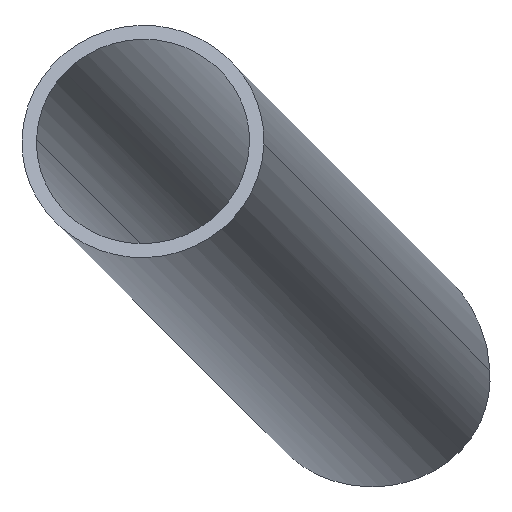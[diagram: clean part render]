
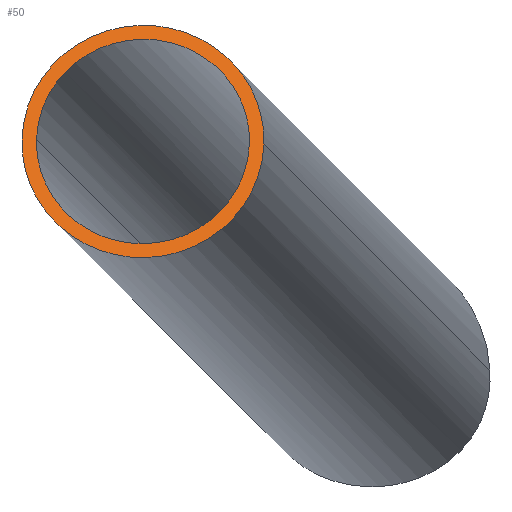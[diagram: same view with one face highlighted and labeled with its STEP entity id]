
A CAD part, left-side view. The second image highlights one B-rep face of the part: STEP entity #50.
In plain terms, the highlighted planar face has unit normal (-0.949, -0.125, 0.291).
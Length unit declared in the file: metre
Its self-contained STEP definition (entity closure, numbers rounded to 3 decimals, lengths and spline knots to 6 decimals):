
#50=ADVANCED_FACE('0:40',(#109,#110),#111,.F.);
#66=EDGE_CURVE('',#136,#137,#138,.T.);
#72=EDGE_CURVE('',#146,#147,#148,.T.);
#74=EDGE_CURVE('0:23',#147,#146,#150,.T.);
#76=EDGE_CURVE('0:25',#137,#136,#152,.T.);
#109=FACE_OUTER_BOUND('',#175,.T.);
#110=FACE_BOUND('',#176,.T.);
#111=PLANE('',#177);
#136=VERTEX_POINT('',#391);
#137=VERTEX_POINT('',#392);
#138=B_SPLINE_CURVE_WITH_KNOTS('',5,(#393,#394,#395,#396,#397,#398,#399,#400,#401,#402,#403,#404,#405,#406,#407,#408,#409,#410,#411,#412,#413,#414,#415,#416),.UNSPECIFIED.,.F.,.F.,(6,3,3,3,3,3,3,6),(0.0,6.973835,14.957386,22.931596,29.127248,36.606838,43.235852,50.009196),.UNSPECIFIED.);
#146=VERTEX_POINT('',#504);
#147=VERTEX_POINT('',#505);
#148=B_SPLINE_CURVE_WITH_KNOTS('',3,(#506,#507,#508,#509,#510,#511,#512,#513,#514,#515,#516,#517,#518,#519,#520,#521,#522,#523,#524,#525,#526,#527,#528,#529,#530),.UNSPECIFIED.,.F.,.F.,(4,3,3,3,3,3,3,3,4),(0.0,7.67104,15.768828,23.624643,30.842303,37.467631,43.939131,50.605853,56.828731),.UNSPECIFIED.);
#150=B_SPLINE_CURVE_WITH_KNOTS('',3,(#533,#534,#535,#536,#537,#538,#539,#540,#541,#542,#543,#544,#545,#546,#547,#548,#549,#550,#551,#552,#553,#554,#555,#556,#557),.UNSPECIFIED.,.F.,.F.,(4,3,3,3,3,3,3,3,4),(-56.828731,-49.157691,-41.059903,-33.204088,-25.986428,-19.361099,-12.8896,-6.222877,0.0),.UNSPECIFIED.);
#152=B_SPLINE_CURVE_WITH_KNOTS('',5,(#560,#561,#562,#563,#564,#565,#566,#567,#568,#569,#570,#571,#572,#573,#574,#575,#576,#577,#578,#579,#580,#581,#582,#583),.UNSPECIFIED.,.F.,.F.,(6,3,3,3,3,3,3,6),(-50.009196,-43.035361,-35.05181,-27.0776,-20.881947,-13.402358,-6.773343,0.0),.UNSPECIFIED.);
#175=EDGE_LOOP('',(#698,#699));
#176=EDGE_LOOP('',(#700,#701));
#177=AXIS2_PLACEMENT_3D('',#702,#703,#704);
#391=CARTESIAN_POINT('',(-1.661401,-0.178817,-0.044768));
#392=CARTESIAN_POINT('',(-1.658599,-0.201183,-0.045232));
#393=CARTESIAN_POINT('',(-1.661401,-0.178817,-0.044768));
#394=CARTESIAN_POINT('',(-1.661109,-0.178845,-0.043827));
#395=CARTESIAN_POINT('',(-1.660804,-0.17898,-0.042892));
#396=CARTESIAN_POINT('',(-1.660493,-0.17922,-0.041979));
#397=CARTESIAN_POINT('',(-1.65982,-0.179948,-0.040098));
#398=CARTESIAN_POINT('',(-1.659157,-0.181096,-0.03843));
#399=CARTESIAN_POINT('',(-1.658813,-0.181818,-0.037618));
#400=CARTESIAN_POINT('',(-1.658157,-0.183451,-0.036181));
#401=CARTESIAN_POINT('',(-1.657587,-0.185399,-0.035159));
#402=CARTESIAN_POINT('',(-1.657329,-0.186435,-0.034765));
#403=CARTESIAN_POINT('',(-1.65693,-0.188355,-0.034286));
#404=CARTESIAN_POINT('',(-1.656647,-0.190347,-0.03422));
#405=CARTESIAN_POINT('',(-1.656548,-0.191222,-0.034272));
#406=CARTESIAN_POINT('',(-1.656388,-0.193136,-0.03457));
#407=CARTESIAN_POINT('',(-1.65636,-0.194957,-0.035262));
#408=CARTESIAN_POINT('',(-1.656387,-0.195904,-0.035756));
#409=CARTESIAN_POINT('',(-1.656517,-0.19756,-0.03689));
#410=CARTESIAN_POINT('',(-1.656788,-0.198908,-0.038352));
#411=CARTESIAN_POINT('',(-1.656945,-0.199462,-0.039102));
#412=CARTESIAN_POINT('',(-1.657317,-0.200401,-0.040719));
#413=CARTESIAN_POINT('',(-1.657785,-0.200957,-0.042483));
#414=CARTESIAN_POINT('',(-1.658042,-0.201135,-0.043396));
#415=CARTESIAN_POINT('',(-1.658315,-0.20121,-0.044317));
#416=CARTESIAN_POINT('',(-1.658599,-0.201183,-0.045232));
#504=CARTESIAN_POINT('',(-1.661592,-0.177293,-0.044737));
#505=CARTESIAN_POINT('',(-1.658408,-0.202707,-0.045263));
#506=CARTESIAN_POINT('',(-1.661592,-0.177293,-0.044737));
#507=CARTESIAN_POINT('',(-1.661056,-0.177343,-0.043011));
#508=CARTESIAN_POINT('',(-1.660478,-0.17778,-0.041312));
#509=CARTESIAN_POINT('',(-1.659906,-0.178548,-0.039778));
#510=CARTESIAN_POINT('',(-1.659303,-0.179358,-0.038159));
#511=CARTESIAN_POINT('',(-1.658707,-0.180537,-0.036723));
#512=CARTESIAN_POINT('',(-1.65817,-0.181976,-0.03559));
#513=CARTESIAN_POINT('',(-1.657649,-0.183372,-0.034491));
#514=CARTESIAN_POINT('',(-1.657183,-0.185014,-0.033677));
#515=CARTESIAN_POINT('',(-1.656812,-0.18677,-0.033223));
#516=CARTESIAN_POINT('',(-1.656472,-0.188384,-0.032805));
#517=CARTESIAN_POINT('',(-1.656212,-0.190095,-0.032693));
#518=CARTESIAN_POINT('',(-1.656057,-0.191775,-0.03291));
#519=CARTESIAN_POINT('',(-1.655915,-0.193317,-0.033108));
#520=CARTESIAN_POINT('',(-1.655862,-0.194833,-0.033585));
#521=CARTESIAN_POINT('',(-1.655905,-0.196212,-0.034317));
#522=CARTESIAN_POINT('',(-1.655947,-0.197558,-0.035032));
#523=CARTESIAN_POINT('',(-1.656081,-0.198773,-0.03599));
#524=CARTESIAN_POINT('',(-1.656299,-0.199766,-0.037127));
#525=CARTESIAN_POINT('',(-1.656524,-0.200789,-0.038299));
#526=CARTESIAN_POINT('',(-1.656837,-0.201575,-0.039658));
#527=CARTESIAN_POINT('',(-1.657214,-0.202072,-0.0411));
#528=CARTESIAN_POINT('',(-1.657566,-0.202536,-0.042446));
#529=CARTESIAN_POINT('',(-1.657973,-0.202749,-0.043863));
#530=CARTESIAN_POINT('',(-1.658408,-0.202707,-0.045263));
#533=CARTESIAN_POINT('',(-1.658408,-0.202707,-0.045263));
#534=CARTESIAN_POINT('',(-1.658944,-0.202657,-0.046989));
#535=CARTESIAN_POINT('',(-1.659522,-0.20222,-0.048688));
#536=CARTESIAN_POINT('',(-1.660094,-0.201452,-0.050222));
#537=CARTESIAN_POINT('',(-1.660697,-0.200642,-0.051841));
#538=CARTESIAN_POINT('',(-1.661293,-0.199463,-0.053277));
#539=CARTESIAN_POINT('',(-1.66183,-0.198024,-0.05441));
#540=CARTESIAN_POINT('',(-1.662351,-0.196628,-0.055509));
#541=CARTESIAN_POINT('',(-1.662817,-0.194986,-0.056323));
#542=CARTESIAN_POINT('',(-1.663188,-0.19323,-0.056777));
#543=CARTESIAN_POINT('',(-1.663528,-0.191616,-0.057195));
#544=CARTESIAN_POINT('',(-1.663788,-0.189905,-0.057307));
#545=CARTESIAN_POINT('',(-1.663943,-0.188225,-0.05709));
#546=CARTESIAN_POINT('',(-1.664085,-0.186683,-0.056892));
#547=CARTESIAN_POINT('',(-1.664138,-0.185167,-0.056415));
#548=CARTESIAN_POINT('',(-1.664095,-0.183788,-0.055683));
#549=CARTESIAN_POINT('',(-1.664053,-0.182442,-0.054968));
#550=CARTESIAN_POINT('',(-1.663919,-0.181227,-0.05401));
#551=CARTESIAN_POINT('',(-1.663701,-0.180234,-0.052873));
#552=CARTESIAN_POINT('',(-1.663476,-0.179211,-0.051701));
#553=CARTESIAN_POINT('',(-1.663163,-0.178425,-0.050342));
#554=CARTESIAN_POINT('',(-1.662786,-0.177928,-0.0489));
#555=CARTESIAN_POINT('',(-1.662434,-0.177464,-0.047554));
#556=CARTESIAN_POINT('',(-1.662027,-0.177251,-0.046137));
#557=CARTESIAN_POINT('',(-1.661592,-0.177293,-0.044737));
#560=CARTESIAN_POINT('',(-1.658599,-0.201183,-0.045232));
#561=CARTESIAN_POINT('',(-1.658891,-0.201155,-0.046173));
#562=CARTESIAN_POINT('',(-1.659196,-0.20102,-0.047108));
#563=CARTESIAN_POINT('',(-1.659507,-0.20078,-0.048021));
#564=CARTESIAN_POINT('',(-1.66018,-0.200052,-0.049902));
#565=CARTESIAN_POINT('',(-1.660843,-0.198904,-0.05157));
#566=CARTESIAN_POINT('',(-1.661187,-0.198182,-0.052382));
#567=CARTESIAN_POINT('',(-1.661843,-0.196549,-0.053819));
#568=CARTESIAN_POINT('',(-1.662413,-0.194601,-0.054841));
#569=CARTESIAN_POINT('',(-1.662671,-0.193565,-0.055235));
#570=CARTESIAN_POINT('',(-1.66307,-0.191645,-0.055714));
#571=CARTESIAN_POINT('',(-1.663353,-0.189653,-0.05578));
#572=CARTESIAN_POINT('',(-1.663452,-0.188778,-0.055728));
#573=CARTESIAN_POINT('',(-1.663612,-0.186864,-0.05543));
#574=CARTESIAN_POINT('',(-1.66364,-0.185043,-0.054738));
#575=CARTESIAN_POINT('',(-1.663613,-0.184096,-0.054244));
#576=CARTESIAN_POINT('',(-1.663483,-0.18244,-0.05311));
#577=CARTESIAN_POINT('',(-1.663212,-0.181092,-0.051648));
#578=CARTESIAN_POINT('',(-1.663055,-0.180538,-0.050898));
#579=CARTESIAN_POINT('',(-1.662683,-0.179599,-0.049281));
#580=CARTESIAN_POINT('',(-1.662215,-0.179043,-0.047517));
#581=CARTESIAN_POINT('',(-1.661958,-0.178865,-0.046604));
#582=CARTESIAN_POINT('',(-1.661685,-0.17879,-0.045683));
#583=CARTESIAN_POINT('',(-1.661401,-0.178817,-0.044768));
#698=ORIENTED_EDGE('',*,*,#74,.F.);
#699=ORIENTED_EDGE('',*,*,#72,.F.);
#700=ORIENTED_EDGE('',*,*,#76,.T.);
#701=ORIENTED_EDGE('',*,*,#66,.T.);
#702=CARTESIAN_POINT('',(-1.66,-0.19,-0.045));
#703=DIRECTION('',(0.949,0.125,-0.291));
#704=DIRECTION('',(-0.133,-0.677,-0.724));
